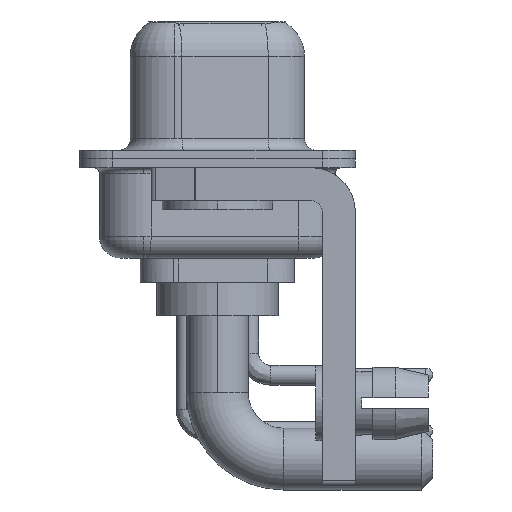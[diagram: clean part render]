
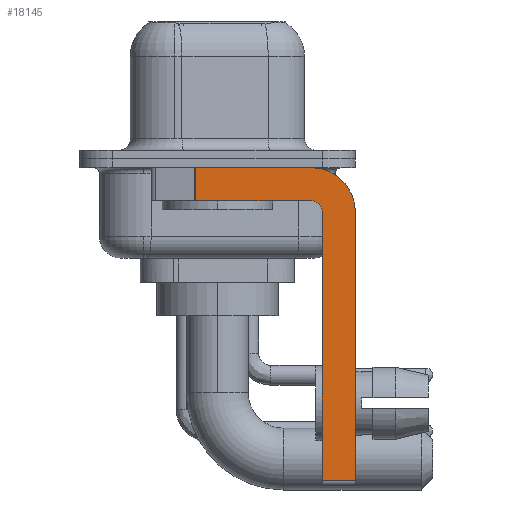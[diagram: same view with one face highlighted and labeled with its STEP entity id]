
A CAD part, left-side view. The second image highlights one B-rep face of the part: STEP entity #18145.
In plain terms, the highlighted planar face has unit normal (-1, 0, 0).
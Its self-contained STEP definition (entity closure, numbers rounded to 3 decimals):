
#306 = DIRECTION ( 'NONE',  ( 0., 0., -1. ) ) ;
#482 = VERTEX_POINT ( 'NONE', #6756 ) ;
#800 = CARTESIAN_POINT ( 'NONE',  ( -2.9, -4.25, -0.4 ) ) ;
#818 = DIRECTION ( 'NONE',  ( 0., 1., 0. ) ) ;
#830 = VECTOR ( 'NONE', #818, 1000. ) ;
#849 = VERTEX_POINT ( 'NONE', #800 ) ;
#900 = CARTESIAN_POINT ( 'NONE',  ( -2.9, -4.75, -14.8 ) ) ;
#954 = FACE_OUTER_BOUND ( 'NONE', #16960, .T. ) ;
#1020 = VERTEX_POINT ( 'NONE', #1284 ) ;
#1199 = EDGE_CURVE ( 'NONE', #2268, #10132, #7350, .T. ) ;
#1284 = CARTESIAN_POINT ( 'NONE',  ( -2.9, 0.978, -1.9 ) ) ;
#1663 = VERTEX_POINT ( 'NONE', #11249 ) ;
#2268 = VERTEX_POINT ( 'NONE', #2887 ) ;
#2400 = DIRECTION ( 'NONE',  ( 1., 0., 0. ) ) ;
#2887 = CARTESIAN_POINT ( 'NONE',  ( -2.9, -4.75, -2.4 ) ) ;
#3101 = CARTESIAN_POINT ( 'NONE',  ( -2.9, -4.75, -14.55 ) ) ;
#3120 = LINE ( 'NONE', #10546, #11614 ) ;
#3341 = ORIENTED_EDGE ( 'NONE', *, *, #8366, .F. ) ;
#3510 = CARTESIAN_POINT ( 'NONE',  ( -2.9, 3., -0.4 ) ) ;
#3583 = ORIENTED_EDGE ( 'NONE', *, *, #18975, .F. ) ;
#3738 = ORIENTED_EDGE ( 'NONE', *, *, #9918, .T. ) ;
#3951 = AXIS2_PLACEMENT_3D ( 'NONE', #13042, #18791, #18996 ) ;
#4146 = AXIS2_PLACEMENT_3D ( 'NONE', #15760, #2400, #8359 ) ;
#4345 = CARTESIAN_POINT ( 'NONE',  ( -2.9, -6.25, -2.4 ) ) ;
#4723 = CARTESIAN_POINT ( 'NONE',  ( -2.9, -6.25, -14.55 ) ) ;
#5285 = LINE ( 'NONE', #14361, #830 ) ;
#5856 = CARTESIAN_POINT ( 'NONE',  ( -2.9, -4.25, -1.9 ) ) ;
#6264 = ORIENTED_EDGE ( 'NONE', *, *, #12067, .F. ) ;
#6756 = CARTESIAN_POINT ( 'NONE',  ( -2.9, 0.978, -0.4 ) ) ;
#6776 = VECTOR ( 'NONE', #18728, 1000. ) ;
#7304 = EDGE_CURVE ( 'NONE', #482, #1020, #3120, .T. ) ;
#7305 = ORIENTED_EDGE ( 'NONE', *, *, #11092, .F. ) ;
#7345 = LINE ( 'NONE', #8630, #18253 ) ;
#7350 = CIRCLE ( 'NONE', #11723, 0.5 ) ;
#8017 = EDGE_CURVE ( 'NONE', #849, #1663, #12570, .T. ) ;
#8359 = DIRECTION ( 'NONE',  ( 0., 0., -1. ) ) ;
#8366 = EDGE_CURVE ( 'NONE', #17818, #2268, #17361, .T. ) ;
#8630 = CARTESIAN_POINT ( 'NONE',  ( -2.9, -4.25, -14.55 ) ) ;
#8662 = VECTOR ( 'NONE', #10305, 1000. ) ;
#9000 = CARTESIAN_POINT ( 'NONE',  ( -2.9, -4.25, -2.4 ) ) ;
#9188 = DIRECTION ( 'NONE',  ( 0., 0., 1. ) ) ;
#9918 = EDGE_CURVE ( 'NONE', #17818, #15394, #7345, .T. ) ;
#10132 = VERTEX_POINT ( 'NONE', #5856 ) ;
#10305 = DIRECTION ( 'NONE',  ( 0., 0., -1. ) ) ;
#10546 = CARTESIAN_POINT ( 'NONE',  ( -2.9, 0.978, -1.9 ) ) ;
#11092 = EDGE_CURVE ( 'NONE', #10132, #1020, #5285, .T. ) ;
#11249 = CARTESIAN_POINT ( 'NONE',  ( -2.9, -6.25, -2.4 ) ) ;
#11614 = VECTOR ( 'NONE', #306, 1000. ) ;
#11723 = AXIS2_PLACEMENT_3D ( 'NONE', #9000, #12006, #9188 ) ;
#12006 = DIRECTION ( 'NONE',  ( -1., 0., 0. ) ) ;
#12067 = EDGE_CURVE ( 'NONE', #1663, #15394, #17707, .T. ) ;
#12274 = ORIENTED_EDGE ( 'NONE', *, *, #1199, .F. ) ;
#12570 = CIRCLE ( 'NONE', #4146, 2. ) ;
#12945 = ORIENTED_EDGE ( 'NONE', *, *, #8017, .F. ) ;
#13042 = CARTESIAN_POINT ( 'NONE',  ( -2.9, -4.25, -2.4 ) ) ;
#14361 = CARTESIAN_POINT ( 'NONE',  ( -2.9, -4.25, -1.9 ) ) ;
#14667 = DIRECTION ( 'NONE',  ( 0., -1., 0. ) ) ;
#15394 = VERTEX_POINT ( 'NONE', #4723 ) ;
#15672 = PLANE ( 'NONE',  #3951 ) ;
#15760 = CARTESIAN_POINT ( 'NONE',  ( -2.9, -4.25, -2.4 ) ) ;
#16960 = EDGE_LOOP ( 'NONE', ( #3583, #17281, #7305, #12274, #3341, #3738, #6264, #12945 ) ) ;
#17083 = DIRECTION ( 'NONE',  ( 0., 0., 1. ) ) ;
#17281 = ORIENTED_EDGE ( 'NONE', *, *, #7304, .T. ) ;
#17361 = LINE ( 'NONE', #900, #17869 ) ;
#17707 = LINE ( 'NONE', #4345, #8662 ) ;
#17818 = VERTEX_POINT ( 'NONE', #3101 ) ;
#17869 = VECTOR ( 'NONE', #17083, 1000. ) ;
#18145 = ADVANCED_FACE ( 'NONE', ( #954 ), #15672, .F. ) ;
#18253 = VECTOR ( 'NONE', #14667, 1000. ) ;
#18450 = LINE ( 'NONE', #3510, #6776 ) ;
#18728 = DIRECTION ( 'NONE',  ( 0., -1., 0. ) ) ;
#18791 = DIRECTION ( 'NONE',  ( 1., 0., 0. ) ) ;
#18975 = EDGE_CURVE ( 'NONE', #482, #849, #18450, .T. ) ;
#18996 = DIRECTION ( 'NONE',  ( 0., 0., -1. ) ) ;
